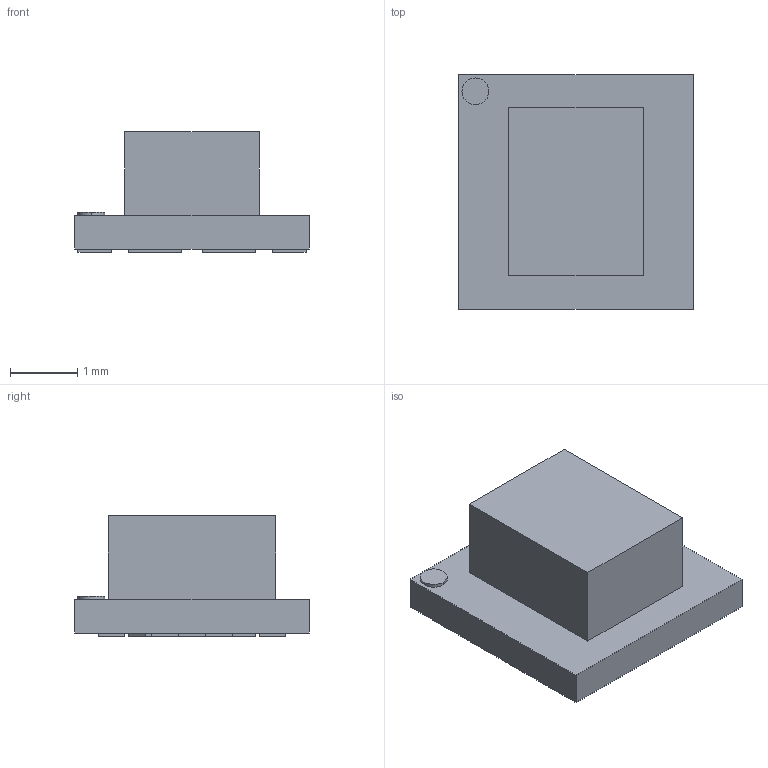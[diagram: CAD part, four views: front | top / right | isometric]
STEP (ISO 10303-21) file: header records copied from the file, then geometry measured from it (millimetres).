
FILE_DESCRIPTION(('FreeCAD Model'),'2;1');
FILE_NAME('User Library-SIL0008E-1.step','2017-09-18T01:16:38',('kicad StepUp'),( 'ksu MCAD'),'Open CASCADE STEP processor 6.8','FreeCAD','Unknown');
FILE_SCHEMA(('AUTOMOTIVE_DESIGN_CC2 { 1 2 10303 214 -1 1 5 4 }'));
Length unit declared in the file: millimetre
Products named in the file (2): ASSEMBLY; User_Library-SIL0008E-1
Assembly tree (1 placements, depth 2):
  ASSEMBLY
    User_Library-SIL0008E-1
Bounding box: 3.5 x 3.5 x 1.8 mm (x, y, z)
Volume: 12.6 mm3; surface area: 44.1 mm2
Topology: 1 solids, 1 shells, 65 faces, 153 edges, 102 vertices
Faces by surface type: plane 63, cylinder 2
Entity records: 2318 total; most frequent: CARTESIAN_POINT 322, ORIENTED_EDGE 306, DIRECTION 291, EDGE_CURVE 153, LINE 149, VECTOR 149, VERTEX_POINT 102, FACE_BOUND 77
